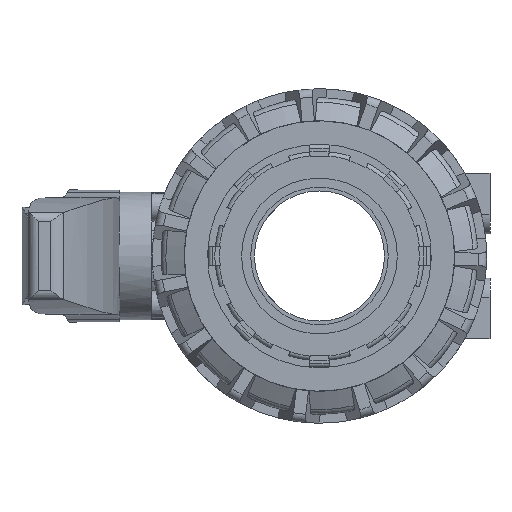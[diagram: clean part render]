
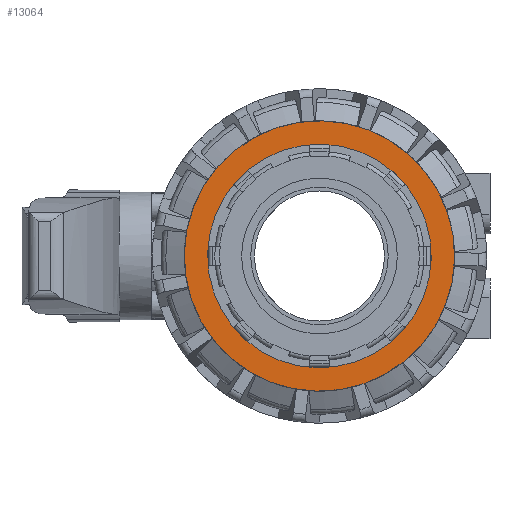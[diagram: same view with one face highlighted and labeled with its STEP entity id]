
A CAD part, left-side view. The second image highlights one B-rep face of the part: STEP entity #13064.
In plain terms, the highlighted face is planar.
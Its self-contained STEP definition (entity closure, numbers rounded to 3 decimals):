
#765=FACE_BOUND($,#2785,.T.);
#766=FACE_BOUND($,#2786,.T.);
#1150=CIRCLE($,#14331,40.65);
#1174=CIRCLE($,#14392,49.15);
#2785=EDGE_LOOP($,(#11034));
#2786=EDGE_LOOP($,(#11035));
#5762=VERTEX_POINT($,#22829);
#5779=VERTEX_POINT($,#22956);
#7509=EDGE_CURVE($,#5762,#5762,#1150,.T.);
#7576=EDGE_CURVE($,#5779,#5779,#1174,.T.);
#11034=ORIENTED_EDGE($,*,*,#7509,.T.);
#11035=ORIENTED_EDGE($,*,*,#7576,.T.);
#12435=PLANE($,#14425);
#13064=ADVANCED_FACE($,(#765,#766),#12435,.T.);
#14331=AXIS2_PLACEMENT_3D($,#22830,#17510,#17511);
#14392=AXIS2_PLACEMENT_3D($,#22957,#17660,#17661);
#14425=AXIS2_PLACEMENT_3D($,#22994,#17727,#17728);
#17510=DIRECTION('center_axis',(0.,0.,-1.));
#17511=DIRECTION('ref_axis',(-1.,0.,0.));
#17660=DIRECTION('center_axis',(0.,0.,1.));
#17661=DIRECTION('ref_axis',(1.,0.,0.));
#17727=DIRECTION('center_axis',(0.,0.,1.));
#17728=DIRECTION('ref_axis',(1.,0.,0.));
#22829=CARTESIAN_POINT('',(40.65,0.,49.2));
#22830=CARTESIAN_POINT('Origin',(0.,0.,49.2));
#22956=CARTESIAN_POINT('',(0.,-49.15,49.2));
#22957=CARTESIAN_POINT('Origin',(0.,0.,49.2));
#22994=CARTESIAN_POINT('Origin',(0.,0.,49.2));
